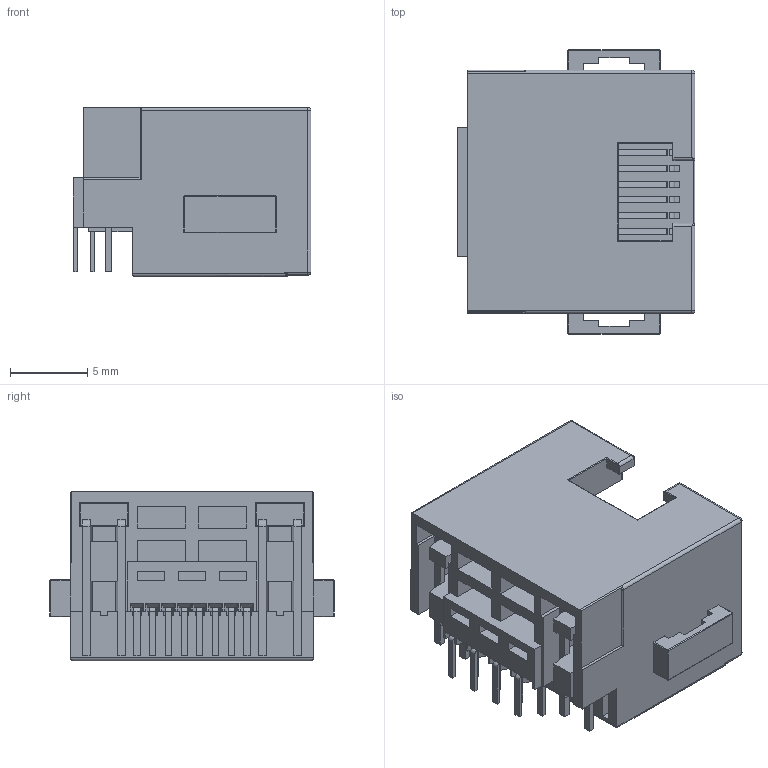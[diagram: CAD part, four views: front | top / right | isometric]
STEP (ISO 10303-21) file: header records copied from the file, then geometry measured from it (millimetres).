
FILE_DESCRIPTION(/* description */ ('Unknown'),/* implementation_level */ '2;1');
FILE_NAME(/* name */ 'J_Wurth_WR-MJ_615008150121',/* time_stamp */ '2025-07-02T13:45:54+08:00',/* author */ ('Unknown'),/* organization */ ('Unknown'),/* preprocessor_version */ 'ST-DEVELOPER v19.4',/* originating_system */ 'Solid Edge',/* authorisation */ 'Unknown');
FILE_SCHEMA (('AUTOMOTIVE_DESIGN {1 0 10303 214 3 1 1}'));
Length unit declared in the file: millimetre
Products named in the file (2): J_Wurth_WR-MJ_615008150121
Assembly tree (1 placements, depth 2):
  J_Wurth_WR-MJ_615008150121
    J_Wurth_WR-MJ_615008150121
Bounding box: 15.45 x 18.45 x 11 mm (x, y, z)
Volume: 1274.1 mm3; surface area: 2581 mm2
Topology: 1 solids, 9 shells, 728 faces, 2005 edges, 1230 vertices
Faces by surface type: plane 518, cylinder 172, sphere 28, bspline 6, torus 4
Entity records: 27719 total; most frequent: CARTESIAN_POINT 4111, ORIENTED_EDGE 3942, DIRECTION 3707, EDGE_CURVE 1971, LINE 1623, VECTOR 1623, VERTEX_POINT 1230, AXIS2_PLACEMENT_3D 1042
